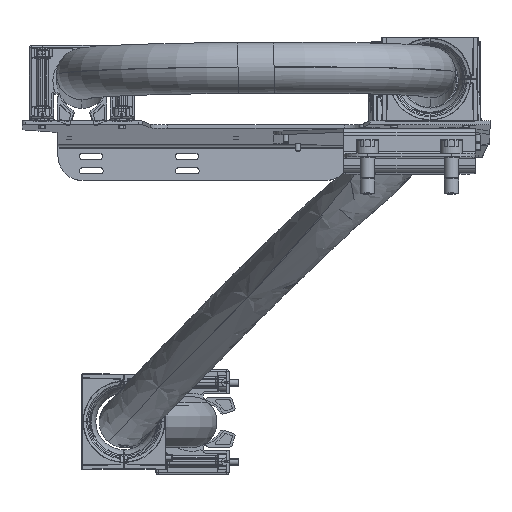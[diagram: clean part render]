
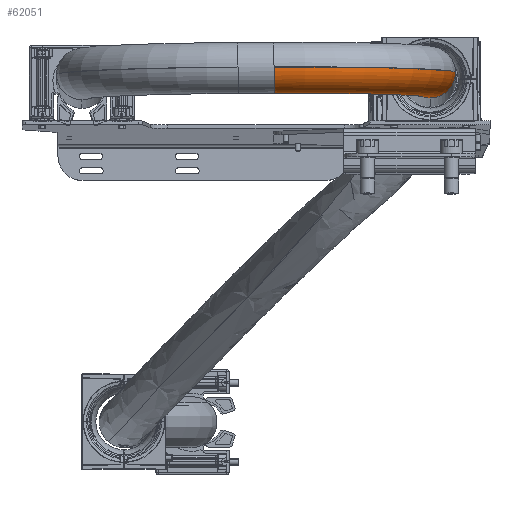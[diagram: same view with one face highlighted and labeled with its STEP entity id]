
A CAD part, left-side view. The second image highlights one B-rep face of the part: STEP entity #62051.
In plain terms, the highlighted toroidal (fillet/blend) face has major radius 130.004 mm and minor radius 21.25 mm.
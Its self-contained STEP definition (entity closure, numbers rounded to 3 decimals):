
#2067 = EDGE_CURVE ( 'NONE', #31205, #118554, #2176, .T. ) ;
#2176 = CIRCLE ( 'NONE', #26523, 21.25 ) ;
#4865 = ORIENTED_EDGE ( 'NONE', *, *, #65037, .F. ) ;
#5660 = AXIS2_PLACEMENT_3D ( 'NONE', #87530, #23196, #98371 ) ;
#7387 = DIRECTION ( 'NONE',  ( -0.999, 0., 0.04 ) ) ;
#16988 = CARTESIAN_POINT ( 'NONE',  ( -217.714, 112.995, 2279.596 ) ) ;
#18322 = CIRCLE ( 'NONE', #91224, 21.25 ) ;
#19352 = CARTESIAN_POINT ( 'NONE',  ( -66.553, 112.995, 2274.317 ) ) ;
#20742 = CARTESIAN_POINT ( 'NONE',  ( -66.529, -17.007, 2274.989 ) ) ;
#21427 = VERTEX_POINT ( 'NONE', #16988 ) ;
#23196 = DIRECTION ( 'NONE',  ( 0.035, 0.005, 0.999 ) ) ;
#26523 = AXIS2_PLACEMENT_3D ( 'NONE', #109759, #45460, #120533 ) ;
#27696 = CARTESIAN_POINT ( 'NONE',  ( -175.24, 112.995, 2278.112 ) ) ;
#28827 = CIRCLE ( 'NONE', #124681, 21.25 ) ;
#29432 = ORIENTED_EDGE ( 'NONE', *, *, #95023, .F. ) ;
#29931 = CARTESIAN_POINT ( 'NONE',  ( -67.271, -17.007, 2253.752 ) ) ;
#30180 = CARTESIAN_POINT ( 'NONE',  ( -196.477, 112.995, 2278.854 ) ) ;
#30181 = DIRECTION ( 'NONE',  ( 0.999, 0., -0.035 ) ) ;
#30999 = FACE_OUTER_BOUND ( 'NONE', #113402, .T. ) ;
#31205 = VERTEX_POINT ( 'NONE', #96869 ) ;
#31569 = DIRECTION ( 'NONE',  ( 0., -1., 0.01 ) ) ;
#40986 = DIRECTION ( 'NONE',  ( -0.999, 0., 0.04 ) ) ;
#45460 = DIRECTION ( 'NONE',  ( -0.999, 0., 0.035 ) ) ;
#50985 = DIRECTION ( 'NONE',  ( 0.035, 0.005, 0.999 ) ) ;
#55024 = CARTESIAN_POINT ( 'NONE',  ( -66.525, -38.257, 2275.099 ) ) ;
#59741 = CARTESIAN_POINT ( 'NONE',  ( -197.219, 112.885, 2257.617 ) ) ;
#62051 = ADVANCED_FACE ( 'NONE', ( #30999 ), #113307, .T. ) ;
#62527 = VERTEX_POINT ( 'NONE', #59741 ) ;
#63099 = AXIS2_PLACEMENT_3D ( 'NONE', #126017, #50985, #136770 ) ;
#65037 = EDGE_CURVE ( 'NONE', #62527, #21427, #85103, .T. ) ;
#69480 = VERTEX_POINT ( 'NONE', #55024 ) ;
#71703 = DIRECTION ( 'NONE',  ( 0., 1., -0.005 ) ) ;
#73201 = ORIENTED_EDGE ( 'NONE', *, *, #102709, .T. ) ;
#81158 = VERTEX_POINT ( 'NONE', #27696 ) ;
#85103 = CIRCLE ( 'NONE', #89405, 21.25 ) ;
#87484 = EDGE_CURVE ( 'NONE', #21427, #69480, #105440, .T. ) ;
#87530 = CARTESIAN_POINT ( 'NONE',  ( -66.553, 112.995, 2274.317 ) ) ;
#89086 = ORIENTED_EDGE ( 'NONE', *, *, #2067, .T. ) ;
#89405 = AXIS2_PLACEMENT_3D ( 'NONE', #136021, #71703, #7387 ) ;
#91224 = AXIS2_PLACEMENT_3D ( 'NONE', #20742, #95915, #31569 ) ;
#94515 = DIRECTION ( 'NONE',  ( 0.035, 0.005, 0.999 ) ) ;
#95023 = EDGE_CURVE ( 'NONE', #81158, #62527, #28827, .T. ) ;
#95915 = DIRECTION ( 'NONE',  ( -0.999, 0., 0.035 ) ) ;
#96588 = CIRCLE ( 'NONE', #135987, 108.754 ) ;
#96869 = CARTESIAN_POINT ( 'NONE',  ( -66.533, 4.242, 2274.879 ) ) ;
#98371 = DIRECTION ( 'NONE',  ( 0.999, 0., -0.035 ) ) ;
#102709 = EDGE_CURVE ( 'NONE', #118554, #69480, #18322, .T. ) ;
#105291 = DIRECTION ( 'NONE',  ( 0., 1., -0.005 ) ) ;
#105440 = CIRCLE ( 'NONE', #5660, 151.254 ) ;
#109759 = CARTESIAN_POINT ( 'NONE',  ( -66.529, -17.007, 2274.989 ) ) ;
#113307 = TOROIDAL_SURFACE ( 'NONE', #63099, 130.004, 21.25 ) ;
#113402 = EDGE_LOOP ( 'NONE', ( #124846, #4865, #29432, #128436, #89086, #73201 ) ) ;
#118554 = VERTEX_POINT ( 'NONE', #29931 ) ;
#120533 = DIRECTION ( 'NONE',  ( 0., -1., 0.01 ) ) ;
#122412 = EDGE_CURVE ( 'NONE', #81158, #31205, #96588, .T. ) ;
#124681 = AXIS2_PLACEMENT_3D ( 'NONE', #30180, #105291, #40986 ) ;
#124846 = ORIENTED_EDGE ( 'NONE', *, *, #87484, .F. ) ;
#126017 = CARTESIAN_POINT ( 'NONE',  ( -66.553, 112.995, 2274.317 ) ) ;
#128436 = ORIENTED_EDGE ( 'NONE', *, *, #122412, .T. ) ;
#135987 = AXIS2_PLACEMENT_3D ( 'NONE', #19352, #94515, #30181 ) ;
#136021 = CARTESIAN_POINT ( 'NONE',  ( -196.477, 112.995, 2278.854 ) ) ;
#136770 = DIRECTION ( 'NONE',  ( 0., -1., 0.005 ) ) ;
